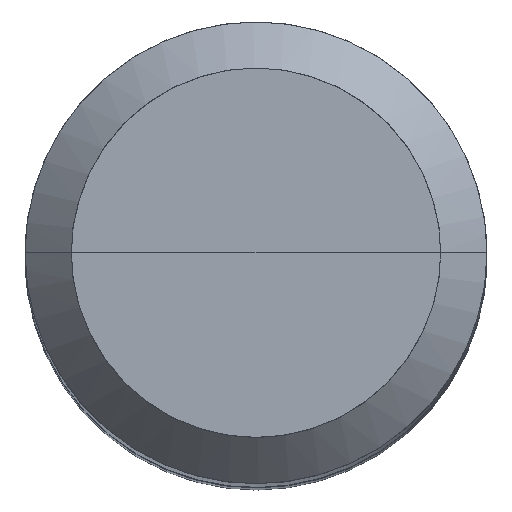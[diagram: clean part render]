
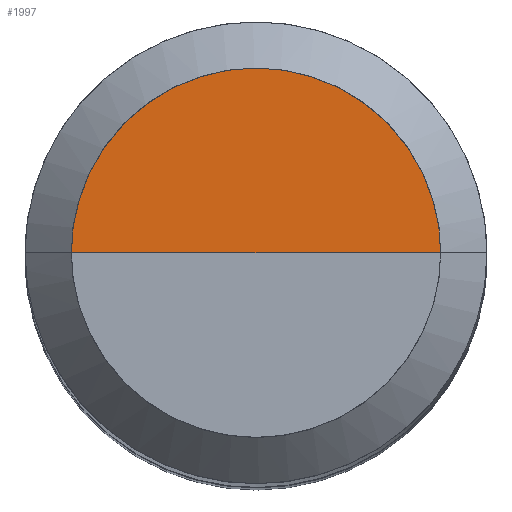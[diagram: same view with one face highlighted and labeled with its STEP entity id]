
A CAD part, top view. The second image highlights one B-rep face of the part: STEP entity #1997.
In plain terms, the highlighted free-form (B-spline) face has degree [1, 2] with [2, 5] control points.
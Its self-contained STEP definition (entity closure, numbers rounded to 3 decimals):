
#1666=CARTESIAN_POINT('',(4.0,0.0,42.0));
#1667=CARTESIAN_POINT('',(4.0,4.0,42.0));
#1668=CARTESIAN_POINT('',(0.0,4.0,42.0));
#1669=CARTESIAN_POINT('',(-4.0,4.0,42.0));
#1670=CARTESIAN_POINT('',(-4.0,0.0,42.0));
#1671=CARTESIAN_POINT('',(0.0,0.0,42.0));
#1982=(
BOUNDED_SURFACE()
B_SPLINE_SURFACE(1,2,(
(#1666,#1667,#1668,#1669,#1670),
(#1671,#1671,#1671,#1671,#1671)
), .UNSPECIFIED.,.F.,.F.,.F.)
B_SPLINE_SURFACE_WITH_KNOTS((2,2),(3,2,3),(
0.0,1.0),(
0.0,0.5,1.0), .UNSPECIFIED.)
GEOMETRIC_REPRESENTATION_ITEM()
RATIONAL_B_SPLINE_SURFACE(((1.0,0.707,1.0,0.707,1.0),
(1.0,0.707,1.0,0.707,1.0)
))
REPRESENTATION_ITEM('')
SURFACE()
);
#1983=(
BOUNDED_CURVE()
B_SPLINE_CURVE(2,(#1670,#1669,#1668,#1667,#1666),.UNSPECIFIED.,.F.,.F.)
B_SPLINE_CURVE_WITH_KNOTS((3,2,3),
(0.0,0.5,1.0),.UNSPECIFIED.)
CURVE()
GEOMETRIC_REPRESENTATION_ITEM()
RATIONAL_B_SPLINE_CURVE((1.0,0.707,1.0,0.707,1.0))
REPRESENTATION_ITEM('')
);
#1984=(
BOUNDED_CURVE()
B_SPLINE_CURVE(1,(#1666,#1671),.UNSPECIFIED.,.F.,.F.)
B_SPLINE_CURVE_WITH_KNOTS((2,2),
(0.0,1.0),.UNSPECIFIED.)
CURVE()
GEOMETRIC_REPRESENTATION_ITEM()
RATIONAL_B_SPLINE_CURVE((1.0,1.0))
REPRESENTATION_ITEM('')
);
#1985=(
BOUNDED_CURVE()
B_SPLINE_CURVE(1,(#1671,#1670),.UNSPECIFIED.,.F.,.F.)
B_SPLINE_CURVE_WITH_KNOTS((2,2),
(0.0,1.0),.UNSPECIFIED.)
CURVE()
GEOMETRIC_REPRESENTATION_ITEM()
RATIONAL_B_SPLINE_CURVE((1.0,1.0))
REPRESENTATION_ITEM('')
);
#1986=VERTEX_POINT('',#1666);
#1987=VERTEX_POINT('',#1670);
#1988=VERTEX_POINT('',#1671);
#1989=EDGE_CURVE('',#1987,#1986,#1983,.T.);
#1990=EDGE_CURVE('',#1986,#1988,#1984,.T.);
#1991=EDGE_CURVE('',#1988,#1987,#1985,.T.);
#1992=ORIENTED_EDGE('',*,*,#1989,.T.);
#1993=ORIENTED_EDGE('',*,*,#1990,.T.);
#1994=ORIENTED_EDGE('',*,*,#1991,.T.);
#1995=EDGE_LOOP('',(#1992,#1993,#1994));
#1996=FACE_OUTER_BOUND('',#1995,.T.);
#1997=ADVANCED_FACE('',(#1996),#1982,.T.);
